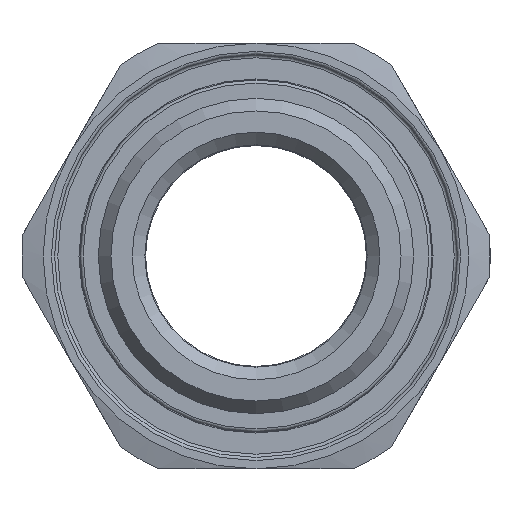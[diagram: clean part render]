
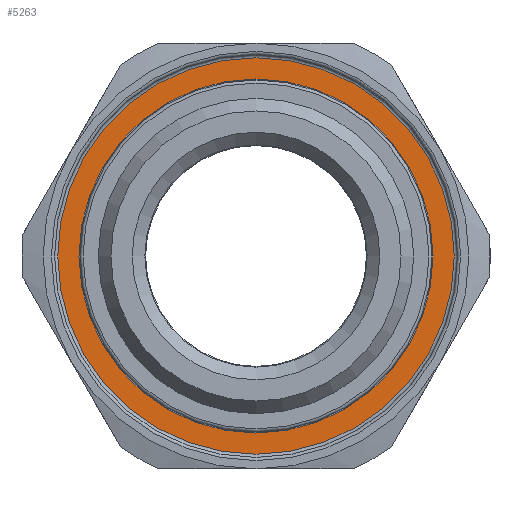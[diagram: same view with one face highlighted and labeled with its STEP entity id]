
A CAD part, left-side view. The second image highlights one B-rep face of the part: STEP entity #5263.
In plain terms, the highlighted planar face has unit normal (-1, 0, 0).
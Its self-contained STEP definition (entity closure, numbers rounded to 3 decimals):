
#115 = VERTEX_POINT ( 'NONE', #6006 ) ;
#159 = CARTESIAN_POINT ( 'NONE',  ( 11.6, -12.575, 0. ) ) ;
#199 = CIRCLE ( 'NONE', #1914, 11.228 ) ;
#496 = CARTESIAN_POINT ( 'NONE',  ( 11.6, 12.775, 0. ) ) ;
#1006 = DIRECTION ( 'NONE',  ( -1., 0., 0. ) ) ;
#1032 = DIRECTION ( 'NONE',  ( 0., -1., 0. ) ) ;
#1683 = DIRECTION ( 'NONE',  ( 0., -1., 0. ) ) ;
#1774 = CIRCLE ( 'NONE', #5428, 12.575 ) ;
#1910 = DIRECTION ( 'NONE',  ( 0., -1., 0. ) ) ;
#1914 = AXIS2_PLACEMENT_3D ( 'NONE', #7346, #4914, #1910 ) ;
#2921 = EDGE_LOOP ( 'NONE', ( #7427 ) ) ;
#2991 = EDGE_LOOP ( 'NONE', ( #6362 ) ) ;
#3223 = EDGE_CURVE ( 'NONE', #115, #115, #199, .T. ) ;
#4450 = FACE_OUTER_BOUND ( 'NONE', #2921, .T. ) ;
#4598 = VERTEX_POINT ( 'NONE', #159 ) ;
#4824 = AXIS2_PLACEMENT_3D ( 'NONE', #496, #5978, #1683 ) ;
#4914 = DIRECTION ( 'NONE',  ( 1., 0., 0. ) ) ;
#5263 = ADVANCED_FACE ( 'NONE', ( #4450, #5310 ), #7215, .T. ) ;
#5310 = FACE_BOUND ( 'NONE', #2991, .T. ) ;
#5428 = AXIS2_PLACEMENT_3D ( 'NONE', #6427, #1006, #1032 ) ;
#5978 = DIRECTION ( 'NONE',  ( -1., 0., 0. ) ) ;
#6006 = CARTESIAN_POINT ( 'NONE',  ( 11.6, -11.228, 0. ) ) ;
#6362 = ORIENTED_EDGE ( 'NONE', *, *, #3223, .T. ) ;
#6427 = CARTESIAN_POINT ( 'NONE',  ( 11.6, 0., 0. ) ) ;
#7215 = PLANE ( 'NONE',  #4824 ) ;
#7346 = CARTESIAN_POINT ( 'NONE',  ( 11.6, 0., 0. ) ) ;
#7427 = ORIENTED_EDGE ( 'NONE', *, *, #7751, .T. ) ;
#7751 = EDGE_CURVE ( 'NONE', #4598, #4598, #1774, .T. ) ;
